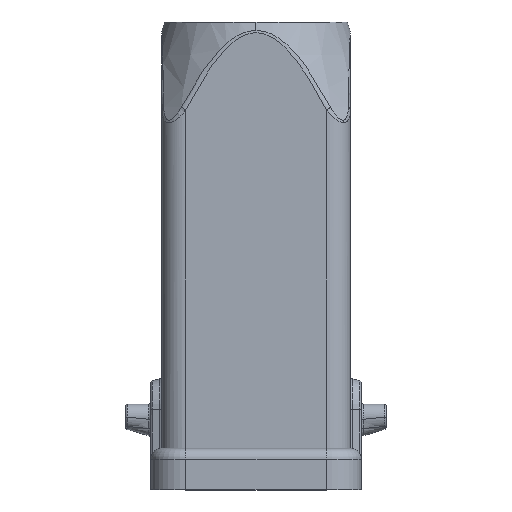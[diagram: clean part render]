
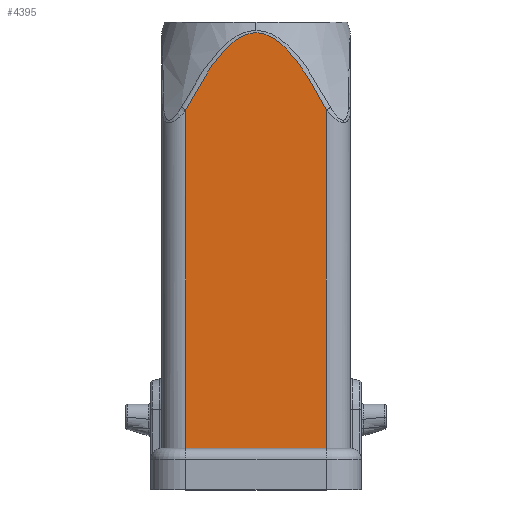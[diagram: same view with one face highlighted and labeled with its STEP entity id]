
A CAD part, top view. The second image highlights one B-rep face of the part: STEP entity #4395.
In plain terms, the highlighted planar face has unit normal (0, 0, 1).
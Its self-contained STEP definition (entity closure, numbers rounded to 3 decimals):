
#102=CARTESIAN_POINT('',(-9.,48.753,12.1));
#103=CARTESIAN_POINT('',(-8.512,49.703,12.1));
#104=CARTESIAN_POINT('',(-7.458,51.658,12.1));
#105=CARTESIAN_POINT('',(-6.01,53.978,12.1));
#106=CARTESIAN_POINT('',(-4.723,55.663,12.1));
#107=CARTESIAN_POINT('',(-3.803,56.683,12.1));
#108=CARTESIAN_POINT('',(-2.896,57.493,12.1));
#109=CARTESIAN_POINT('',(-2.002,58.088,12.1));
#110=CARTESIAN_POINT('',(-1.135,58.461,12.1));
#111=CARTESIAN_POINT('',(-0.295,58.625,12.1));
#112=CARTESIAN_POINT('',(0.529,58.599,12.1));
#113=CARTESIAN_POINT('',(1.371,58.379,12.1));
#114=CARTESIAN_POINT('',(2.238,57.951,12.1));
#115=CARTESIAN_POINT('',(3.128,57.305,12.1));
#116=CARTESIAN_POINT('',(4.031,56.448,12.1));
#117=CARTESIAN_POINT('',(5.281,54.999,12.1));
#118=CARTESIAN_POINT('',(7.019,52.455,12.1));
#119=CARTESIAN_POINT('',(8.278,50.158,12.1));
#120=CARTESIAN_POINT('',(9.,48.753,12.1));
#511=DIRECTION('',(0.,-1.,0.));
#512=VECTOR('',#511,43.453);
#513=CARTESIAN_POINT('',(9.,48.753,12.1));
#514=LINE('',#513,#512);
#523=DIRECTION('',(0.,1.,0.));
#524=VECTOR('',#523,43.453);
#525=CARTESIAN_POINT('',(-9.,5.3,12.1));
#526=LINE('',#525,#524);
#633=DIRECTION('',(-1.,0.,0.));
#634=VECTOR('',#633,18.);
#635=CARTESIAN_POINT('',(9.,5.3,12.1));
#636=LINE('',#635,#634);
#3178=CARTESIAN_POINT('',(9.,5.3,12.1));
#3179=CARTESIAN_POINT('',(-9.,5.3,12.1));
#3180=VERTEX_POINT('',#3178);
#3181=VERTEX_POINT('',#3179);
#3182=CARTESIAN_POINT('',(-9.,48.753,12.1));
#3183=VERTEX_POINT('',#3182);
#3184=VERTEX_POINT('',#120);
#4382=CARTESIAN_POINT('',(-9.,5.3,12.1));
#4383=DIRECTION('',(0.,0.,1.));
#4384=DIRECTION('',(1.,0.,0.));
#4385=AXIS2_PLACEMENT_3D('',#4382,#4383,#4384);
#4386=PLANE('',#4385);
#4388=ORIENTED_EDGE('',*,*,#4387,.T.);
#4389=ORIENTED_EDGE('',*,*,#3818,.T.);
#4390=ORIENTED_EDGE('',*,*,#4371,.T.);
#4392=ORIENTED_EDGE('',*,*,#4391,.T.);
#4393=EDGE_LOOP('',(#4388,#4389,#4390,#4392));
#4394=FACE_OUTER_BOUND('',#4393,.F.);
#4395=ADVANCED_FACE('',(#4394),#4386,.T.);
#121=B_SPLINE_CURVE_WITH_KNOTS('',3,(#102,#103,#104,#105,#106,#107,#108,#109,
#110,#111,#112,#113,#114,#115,#116,#117,#118,#119,#120),.UNSPECIFIED.,.F.,.F.,
(4,1,1,1,1,1,1,1,1,1,1,1,1,1,1,1,4),(0.,0.115,0.238,
0.294,0.343,0.387,0.425,
0.459,0.49,0.519,0.55,
0.584,0.624,0.669,0.719,
0.83,1.),.UNSPECIFIED.);
#3818=EDGE_CURVE('',#3183,#3184,#121,.T.);
#4371=EDGE_CURVE('',#3184,#3180,#514,.T.);
#4387=EDGE_CURVE('',#3181,#3183,#526,.T.);
#4391=EDGE_CURVE('',#3180,#3181,#636,.T.);
